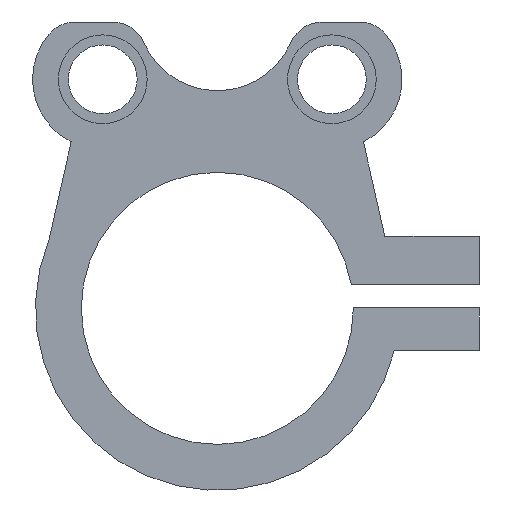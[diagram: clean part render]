
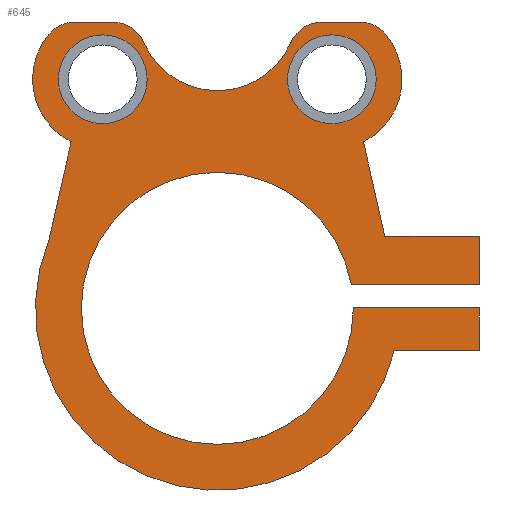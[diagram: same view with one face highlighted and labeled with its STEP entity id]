
A CAD part, left-side view. The second image highlights one B-rep face of the part: STEP entity #645.
In plain terms, the highlighted planar face has unit normal (-1, 0, 0).
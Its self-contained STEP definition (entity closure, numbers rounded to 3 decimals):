
#28=FACE_BOUND('',#124,.T.);
#29=FACE_BOUND('',#125,.T.);
#48=PLANE('',#703);
#74=FACE_OUTER_BOUND('',#123,.T.);
#123=EDGE_LOOP('',(#536,#537,#538,#539,#540,#541,#542,#543,#544,#545,#546,
#547,#548,#549,#550,#551,#552,#553,#554));
#124=EDGE_LOOP('',(#555));
#125=EDGE_LOOP('',(#556));
#142=CIRCLE('',#663,23.75);
#162=CIRCLE('',#704,12.25);
#163=CIRCLE('',#705,6.);
#164=CIRCLE('',#706,6.);
#165=CIRCLE('',#707,14.);
#166=CIRCLE('',#708,6.);
#167=CIRCLE('',#709,6.);
#168=CIRCLE('',#710,12.25);
#169=CIRCLE('',#711,31.75);
#170=CIRCLE('',#712,7.75);
#171=CIRCLE('',#713,7.75);
#202=LINE('',#1030,#259);
#206=LINE('',#1037,#263);
#207=LINE('',#1039,#264);
#209=LINE('',#1044,#266);
#212=LINE('',#1049,#269);
#213=LINE('',#1051,#270);
#214=LINE('',#1054,#271);
#215=LINE('',#1060,#272);
#216=LINE('',#1068,#273);
#217=LINE('',#1074,#274);
#259=VECTOR('',#832,22.);
#263=VECTOR('',#838,14.874);
#264=VECTOR('',#841,7.5);
#266=VECTOR('',#845,16.499);
#269=VECTOR('',#850,22.356);
#270=VECTOR('',#853,8.5);
#271=VECTOR('',#856,16.88);
#272=VECTOR('',#861,6.472);
#273=VECTOR('',#868,6.472);
#274=VECTOR('',#873,17.448);
#287=VERTEX_POINT('',#922);
#288=VERTEX_POINT('',#924);
#329=VERTEX_POINT('',#1029);
#330=VERTEX_POINT('',#1033);
#331=VERTEX_POINT('',#1035);
#332=VERTEX_POINT('',#1041);
#333=VERTEX_POINT('',#1043);
#334=VERTEX_POINT('',#1047);
#335=VERTEX_POINT('',#1053);
#336=VERTEX_POINT('',#1055);
#337=VERTEX_POINT('',#1057);
#338=VERTEX_POINT('',#1059);
#339=VERTEX_POINT('',#1061);
#340=VERTEX_POINT('',#1063);
#341=VERTEX_POINT('',#1065);
#342=VERTEX_POINT('',#1067);
#343=VERTEX_POINT('',#1069);
#344=VERTEX_POINT('',#1071);
#345=VERTEX_POINT('',#1073);
#346=VERTEX_POINT('',#1076);
#347=VERTEX_POINT('',#1078);
#349=EDGE_CURVE('',#288,#287,#142,.T.);
#398=EDGE_CURVE('',#329,#288,#202,.T.);
#402=EDGE_CURVE('',#330,#331,#206,.T.);
#403=EDGE_CURVE('',#331,#329,#207,.T.);
#405=EDGE_CURVE('',#333,#332,#209,.T.);
#408=EDGE_CURVE('',#287,#334,#212,.T.);
#409=EDGE_CURVE('',#334,#333,#213,.T.);
#410=EDGE_CURVE('',#335,#332,#214,.T.);
#411=EDGE_CURVE('',#336,#335,#162,.T.);
#412=EDGE_CURVE('',#337,#336,#163,.T.);
#413=EDGE_CURVE('',#338,#337,#215,.T.);
#414=EDGE_CURVE('',#339,#338,#164,.T.);
#415=EDGE_CURVE('',#340,#339,#165,.T.);
#416=EDGE_CURVE('',#341,#340,#166,.T.);
#417=EDGE_CURVE('',#342,#341,#216,.T.);
#418=EDGE_CURVE('',#343,#342,#167,.T.);
#419=EDGE_CURVE('',#344,#343,#168,.T.);
#420=EDGE_CURVE('',#345,#344,#217,.T.);
#421=EDGE_CURVE('',#330,#345,#169,.T.);
#422=EDGE_CURVE('',#346,#346,#170,.T.);
#423=EDGE_CURVE('',#347,#347,#171,.T.);
#536=ORIENTED_EDGE('',*,*,#408,.T.);
#537=ORIENTED_EDGE('',*,*,#409,.T.);
#538=ORIENTED_EDGE('',*,*,#405,.T.);
#539=ORIENTED_EDGE('',*,*,#410,.F.);
#540=ORIENTED_EDGE('',*,*,#411,.F.);
#541=ORIENTED_EDGE('',*,*,#412,.F.);
#542=ORIENTED_EDGE('',*,*,#413,.F.);
#543=ORIENTED_EDGE('',*,*,#414,.F.);
#544=ORIENTED_EDGE('',*,*,#415,.F.);
#545=ORIENTED_EDGE('',*,*,#416,.F.);
#546=ORIENTED_EDGE('',*,*,#417,.F.);
#547=ORIENTED_EDGE('',*,*,#418,.F.);
#548=ORIENTED_EDGE('',*,*,#419,.F.);
#549=ORIENTED_EDGE('',*,*,#420,.F.);
#550=ORIENTED_EDGE('',*,*,#421,.F.);
#551=ORIENTED_EDGE('',*,*,#402,.T.);
#552=ORIENTED_EDGE('',*,*,#403,.T.);
#553=ORIENTED_EDGE('',*,*,#398,.T.);
#554=ORIENTED_EDGE('',*,*,#349,.T.);
#555=ORIENTED_EDGE('',*,*,#422,.T.);
#556=ORIENTED_EDGE('',*,*,#423,.T.);
#645=ADVANCED_FACE('',(#74,#28,#29),#48,.F.);
#663=AXIS2_PLACEMENT_3D('',#925,#733,#734);
#703=AXIS2_PLACEMENT_3D('',#1052,#854,#855);
#704=AXIS2_PLACEMENT_3D('',#1056,#857,#858);
#705=AXIS2_PLACEMENT_3D('',#1058,#859,#860);
#706=AXIS2_PLACEMENT_3D('',#1062,#862,#863);
#707=AXIS2_PLACEMENT_3D('',#1064,#864,#865);
#708=AXIS2_PLACEMENT_3D('',#1066,#866,#867);
#709=AXIS2_PLACEMENT_3D('',#1070,#869,#870);
#710=AXIS2_PLACEMENT_3D('',#1072,#871,#872);
#711=AXIS2_PLACEMENT_3D('',#1075,#874,#875);
#712=AXIS2_PLACEMENT_3D('',#1077,#876,#877);
#713=AXIS2_PLACEMENT_3D('',#1079,#878,#879);
#733=DIRECTION('center_axis',(1.,0.,0.));
#734=DIRECTION('ref_axis',(0.,-1.,0.));
#832=DIRECTION('',(0.,1.,0.));
#838=DIRECTION('',(0.,-1.,0.));
#841=DIRECTION('',(0.,0.,1.));
#845=DIRECTION('',(0.,1.,0.));
#850=DIRECTION('',(0.,-1.,0.));
#853=DIRECTION('',(0.,0.,1.));
#854=DIRECTION('center_axis',(1.,0.,0.));
#855=DIRECTION('ref_axis',(0.,0.,-1.));
#856=DIRECTION('',(0.,-0.221,-0.975));
#857=DIRECTION('center_axis',(1.,0.,0.));
#858=DIRECTION('ref_axis',(0.,-0.768,0.64));
#859=DIRECTION('center_axis',(1.,0.,0.));
#860=DIRECTION('ref_axis',(0.,0.,1.));
#861=DIRECTION('',(0.,-1.,0.));
#862=DIRECTION('center_axis',(1.,0.,0.));
#863=DIRECTION('ref_axis',(0.,0.917,0.4));
#864=DIRECTION('center_axis',(-1.,0.,0.));
#865=DIRECTION('ref_axis',(0.,0.917,0.4));
#866=DIRECTION('center_axis',(1.,0.,0.));
#867=DIRECTION('ref_axis',(0.,0.,1.));
#868=DIRECTION('',(0.,-1.,0.));
#869=DIRECTION('center_axis',(1.,0.,0.));
#870=DIRECTION('ref_axis',(0.,0.768,0.64));
#871=DIRECTION('center_axis',(1.,0.,0.));
#872=DIRECTION('ref_axis',(0.,0.45,-0.893));
#873=DIRECTION('',(0.,-0.221,0.975));
#874=DIRECTION('center_axis',(1.,0.,0.));
#875=DIRECTION('ref_axis',(0.,-0.925,0.379));
#876=DIRECTION('center_axis',(1.,0.,0.));
#877=DIRECTION('ref_axis',(0.,-1.,0.));
#878=DIRECTION('center_axis',(1.,0.,0.));
#879=DIRECTION('ref_axis',(0.,-1.,0.));
#922=CARTESIAN_POINT('',(0.,-23.393,4.1));
#924=CARTESIAN_POINT('',(0.,-23.75,0.1));
#925=CARTESIAN_POINT('Origin',(0.,0.,0.));
#1029=CARTESIAN_POINT('',(0.,-45.75,0.1));
#1030=CARTESIAN_POINT('',(0.,-15.875,0.1));
#1033=CARTESIAN_POINT('',(0.,-30.876,-7.4));
#1035=CARTESIAN_POINT('',(0.,-45.75,-7.4));
#1037=CARTESIAN_POINT('',(0.,-45.75,-7.4));
#1039=CARTESIAN_POINT('',(0.,-45.75,0.1));
#1041=CARTESIAN_POINT('',(0.,-29.25,12.6));
#1043=CARTESIAN_POINT('',(0.,-45.75,12.6));
#1044=CARTESIAN_POINT('',(0.,-20.132,12.6));
#1047=CARTESIAN_POINT('',(0.,-45.75,4.1));
#1049=CARTESIAN_POINT('',(0.,-45.75,4.1));
#1051=CARTESIAN_POINT('',(0.,-45.75,12.6));
#1052=CARTESIAN_POINT('Origin',(0.,0.,14.335));
#1053=CARTESIAN_POINT('',(0.,-25.514,29.061));
#1054=CARTESIAN_POINT('',(0.,-25.514,29.061));
#1055=CARTESIAN_POINT('',(0.,-29.413,47.84));
#1056=CARTESIAN_POINT('Origin',(0.,-20.,40.));
#1057=CARTESIAN_POINT('',(0.,-24.802,50.));
#1058=CARTESIAN_POINT('Origin',(0.,-24.802,44.));
#1059=CARTESIAN_POINT('',(0.,-18.33,50.));
#1060=CARTESIAN_POINT('',(0.,-18.33,50.));
#1061=CARTESIAN_POINT('',(0.,-12.831,46.4));
#1062=CARTESIAN_POINT('Origin',(0.,-18.33,44.));
#1063=CARTESIAN_POINT('',(0.,12.831,46.4));
#1064=CARTESIAN_POINT('Origin',(0.,0.,52.));
#1065=CARTESIAN_POINT('',(0.,18.33,50.));
#1066=CARTESIAN_POINT('Origin',(0.,18.33,44.));
#1067=CARTESIAN_POINT('',(0.,24.802,50.));
#1068=CARTESIAN_POINT('',(0.,24.802,50.));
#1069=CARTESIAN_POINT('',(0.,29.413,47.84));
#1070=CARTESIAN_POINT('Origin',(0.,24.802,44.));
#1071=CARTESIAN_POINT('',(0.,25.514,29.061));
#1072=CARTESIAN_POINT('Origin',(0.,20.,40.));
#1073=CARTESIAN_POINT('',(0.,29.376,12.046));
#1074=CARTESIAN_POINT('',(0.,29.376,12.046));
#1075=CARTESIAN_POINT('Origin',(0.,0.,0.));
#1076=CARTESIAN_POINT('',(0.,27.75,40.));
#1077=CARTESIAN_POINT('Origin',(0.,20.,40.));
#1078=CARTESIAN_POINT('',(0.,-12.25,40.));
#1079=CARTESIAN_POINT('Origin',(0.,-20.,40.));
